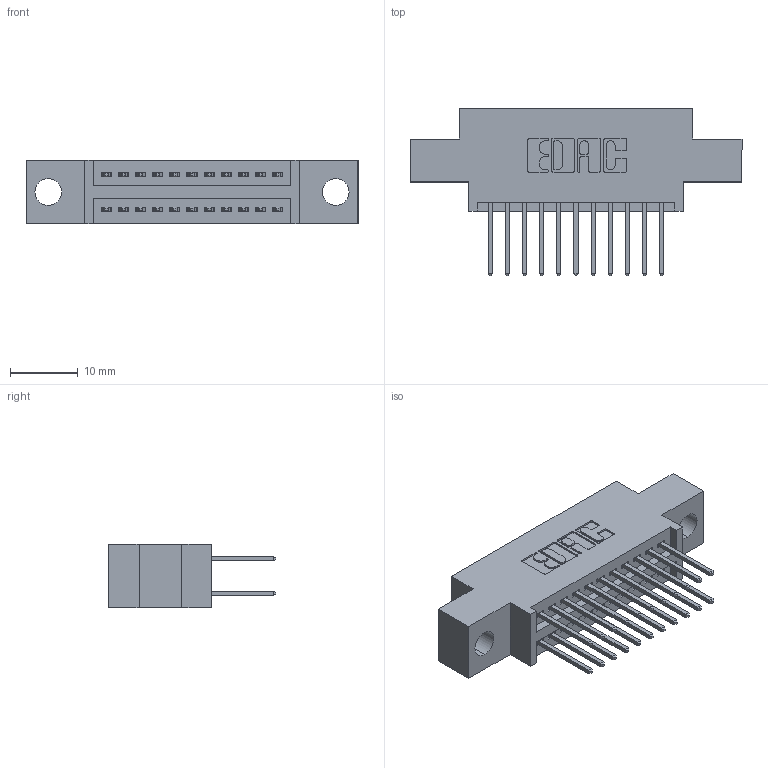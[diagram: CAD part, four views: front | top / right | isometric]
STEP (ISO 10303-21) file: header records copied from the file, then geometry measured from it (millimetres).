
FILE_DESCRIPTION (( 'STEP AP203' ), '1' );
FILE_NAME ('395-022-523-804.STEP', '2018-11-08T01:51:38', ( '' ), ( '' ), 'SwSTEP 2.0', 'SolidWorks 2016', '' );
FILE_SCHEMA (( 'CONFIG_CONTROL_DESIGN' ));
Length unit declared in the file: inch
Products named in the file (3): 345-292-001_345-293-123; 395-022-523-804; 345 Part_0.170 Offset - 0.156 Dia-TH
Assembly tree (23 placements, depth 2):
  395-022-523-804
    345 Part_0.170 Offset - 0.156 Dia-TH
    345-292-001_345-293-123  x22
Bounding box: 49.15 x 24.82 x 9.4 mm (x, y, z)
Volume: 4330.5 mm3; surface area: 5961.7 mm2
Topology: 23 solids, 23 shells, 1230 faces, 3631 edges, 2390 vertices
Faces by surface type: plane 810, cylinder 420
Entity records: 12957 total; most frequent: CARTESIAN_POINT 2204, ORIENTED_EDGE 2138, DIRECTION 1981, EDGE_CURVE 1069, LINE 893, VECTOR 893, VERTEX_POINT 710, AXIS2_PLACEMENT_3D 544
